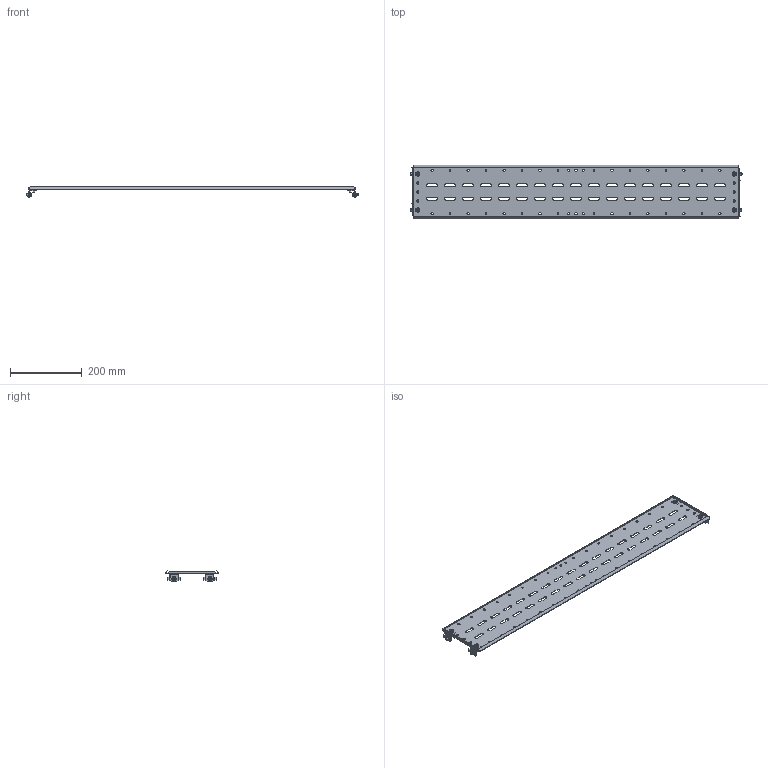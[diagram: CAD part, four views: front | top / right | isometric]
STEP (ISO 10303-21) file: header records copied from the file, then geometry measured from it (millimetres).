
FILE_DESCRIPTION (( 'STEP AP203' ), '1' );
FILE_NAME ('FO-00-SWF-015-100 FORMAT Ïåðåãîðîäêà ñåêöèîíèðîâàíèÿ çàäíÿÿ 150õ1000 IEK.STEP', '2025-01-21T06:13:19', ( '' ), ( '' ), 'SwSTEP 2.0', 'SolidWorks 2022', '' );
FILE_SCHEMA (( 'CONFIG_CONTROL_DESIGN' ));
Length unit declared in the file: millimetre
Products named in the file (1): FO-00-SWF-015-100 FORMAT Перегородка секционирования задняя 150х1000 IEK
Bounding box: 922.4 x 147.66 x 30.52 mm (x, y, z)
Volume: 224626.7 mm3; surface area: 299432.5 mm2
Topology: 1 solids, 5 shells, 678 faces, 1848 edges, 1208 vertices
Faces by surface type: cylinder 366, plane 248, cone 32, torus 32
Entity records: 22081 total; most frequent: DIRECTION 4034, CARTESIAN_POINT 3735, ORIENTED_EDGE 3696, EDGE_CURVE 1848, AXIS2_PLACEMENT_3D 1507, VERTEX_POINT 1208, VECTOR 1020, LINE 1020
